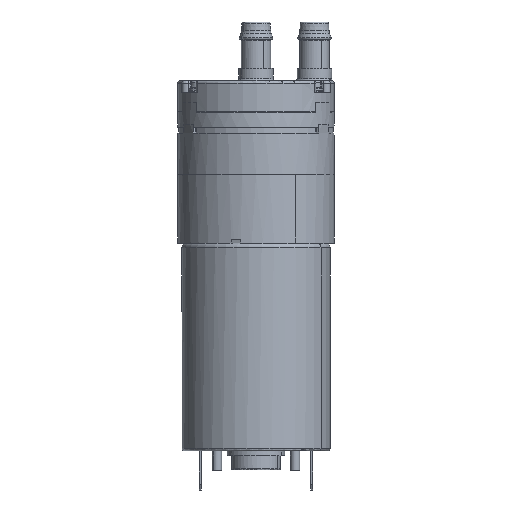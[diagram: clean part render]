
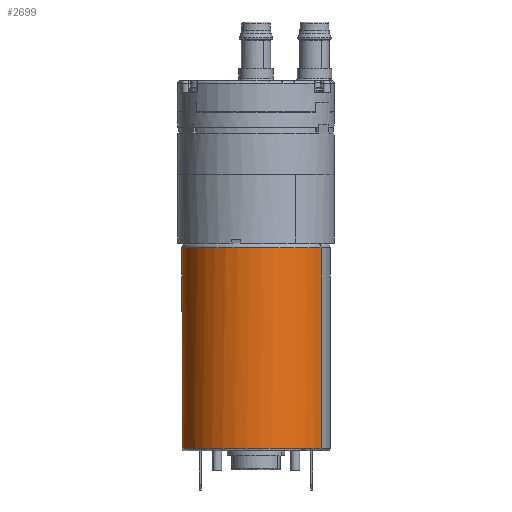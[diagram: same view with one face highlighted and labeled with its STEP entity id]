
A CAD part, left-side view. The second image highlights one B-rep face of the part: STEP entity #2699.
In plain terms, the highlighted cylindrical face has radius 15.15 mm (diameter 30.3 mm), a partial arc.
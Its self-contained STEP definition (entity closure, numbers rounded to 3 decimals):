
#441=CARTESIAN_POINT('',(0.,0.,-42.));
#442=DIRECTION('',(0.,0.,1.));
#443=DIRECTION('',(0.479,0.878,0.));
#444=AXIS2_PLACEMENT_3D('',#441,#442,#443);
#449=CARTESIAN_POINT('',(0.,0.,-42.));
#450=DIRECTION('',(0.,0.,1.));
#451=DIRECTION('',(0.252,0.968,0.));
#452=AXIS2_PLACEMENT_3D('',#449,#450,#451);
#473=DIRECTION('',(0.,0.,-1.));
#474=VECTOR('',#473,41.);
#475=CARTESIAN_POINT('',(7.263,13.295,-1.));
#476=LINE('',#475,#474);
#480=DIRECTION('',(0.,0.,-1.));
#481=VECTOR('',#480,41.);
#482=CARTESIAN_POINT('',(-7.263,-13.295,-1.));
#483=LINE('',#482,#481);
#495=CARTESIAN_POINT('',(0.,0.,-1.));
#496=DIRECTION('',(0.,0.,-1.));
#497=DIRECTION('',(-0.479,-0.878,0.));
#498=AXIS2_PLACEMENT_3D('',#495,#496,#497);
#503=CARTESIAN_POINT('',(0.,0.,-1.));
#504=DIRECTION('',(0.,0.,-1.));
#505=DIRECTION('',(0.339,0.941,0.));
#506=AXIS2_PLACEMENT_3D('',#503,#504,#505);
#2111=CARTESIAN_POINT('',(-7.263,-13.295,-42.));
#2112=VERTEX_POINT('',#2111);
#2113=CARTESIAN_POINT('',(7.263,13.295,-42.));
#2114=VERTEX_POINT('',#2113);
#2115=CARTESIAN_POINT('',(3.814,14.662,-42.));
#2116=VERTEX_POINT('',#2115);
#2117=CARTESIAN_POINT('',(7.263,13.295,-1.));
#2118=VERTEX_POINT('',#2117);
#2119=CARTESIAN_POINT('',(-7.263,-13.295,-1.));
#2120=VERTEX_POINT('',#2119);
#2121=CARTESIAN_POINT('',(5.137,14.253,-1.));
#2122=VERTEX_POINT('',#2121);
#2684=CARTESIAN_POINT('',(0.,0.,-22.4));
#2685=DIRECTION('',(0.,0.,-1.));
#2686=DIRECTION('',(0.479,0.878,0.));
#2687=AXIS2_PLACEMENT_3D('',#2684,#2685,#2686);
#2688=CYLINDRICAL_SURFACE('',#2687,15.15);
#2689=ORIENTED_EDGE('',*,*,#2670,.T.);
#2690=ORIENTED_EDGE('',*,*,#2630,.F.);
#2691=ORIENTED_EDGE('',*,*,#2628,.F.);
#2692=ORIENTED_EDGE('',*,*,#2667,.F.);
#2694=ORIENTED_EDGE('',*,*,#2693,.F.);
#2696=ORIENTED_EDGE('',*,*,#2695,.F.);
#2697=EDGE_LOOP('',(#2689,#2690,#2691,#2692,#2694,#2696));
#2698=FACE_OUTER_BOUND('',#2697,.F.);
#2699=ADVANCED_FACE('',(#2698),#2688,.T.);
#445=CIRCLE('',#444,15.15);
#453=CIRCLE('',#452,15.15);
#499=CIRCLE('',#498,15.15);
#507=CIRCLE('',#506,15.15);
#2628=EDGE_CURVE('',#2114,#2116,#445,.T.);
#2630=EDGE_CURVE('',#2116,#2112,#453,.T.);
#2667=EDGE_CURVE('',#2118,#2114,#476,.T.);
#2670=EDGE_CURVE('',#2120,#2112,#483,.T.);
#2693=EDGE_CURVE('',#2122,#2118,#507,.T.);
#2695=EDGE_CURVE('',#2120,#2122,#499,.T.);
